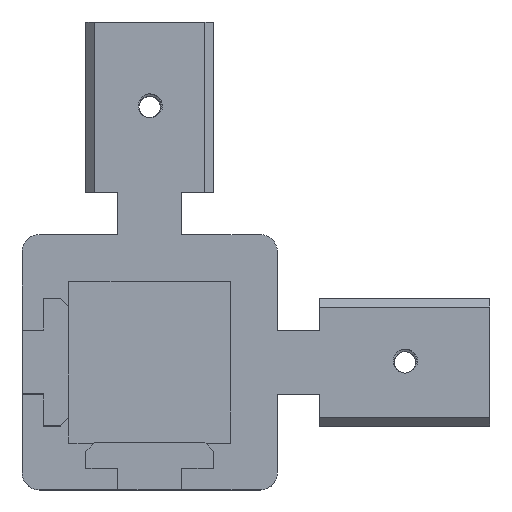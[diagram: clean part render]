
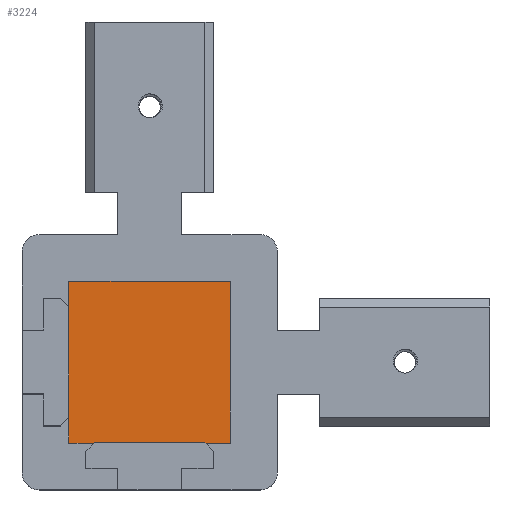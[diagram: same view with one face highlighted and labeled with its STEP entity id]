
A CAD part, top view. The second image highlights one B-rep face of the part: STEP entity #3224.
In plain terms, the highlighted planar face has unit normal (0, 0, 1).
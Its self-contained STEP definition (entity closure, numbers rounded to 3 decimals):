
#58=PLANE('',#3420);
#228=FACE_OUTER_BOUND('',#402,.T.);
#402=EDGE_LOOP('',(#2861,#2862,#2863,#2864));
#877=LINE('',#11412,#1137);
#879=LINE('',#11416,#1139);
#881=LINE('',#11420,#1141);
#886=LINE('',#11429,#1146);
#1137=VECTOR('',#3969,1000.);
#1139=VECTOR('',#3973,1000.);
#1141=VECTOR('',#3977,1000.);
#1146=VECTOR('',#3984,1000.);
#1485=VERTEX_POINT('',#11409);
#1486=VERTEX_POINT('',#11411);
#1487=VERTEX_POINT('',#11415);
#1488=VERTEX_POINT('',#11419);
#1957=EDGE_CURVE('',#1486,#1485,#877,.T.);
#1959=EDGE_CURVE('',#1487,#1486,#879,.T.);
#1961=EDGE_CURVE('',#1488,#1487,#881,.T.);
#1966=EDGE_CURVE('',#1485,#1488,#886,.T.);
#2861=ORIENTED_EDGE('',*,*,#1957,.T.);
#2862=ORIENTED_EDGE('',*,*,#1966,.T.);
#2863=ORIENTED_EDGE('',*,*,#1961,.T.);
#2864=ORIENTED_EDGE('',*,*,#1959,.T.);
#3224=ADVANCED_FACE('',(#228),#58,.T.);
#3420=AXIS2_PLACEMENT_3D('',#11433,#3987,#3988);
#3969=DIRECTION('',(0.,-1.,0.));
#3973=DIRECTION('',(-1.,0.,0.));
#3977=DIRECTION('',(0.,1.,0.));
#3984=DIRECTION('',(1.,0.,0.));
#3987=DIRECTION('center_axis',(0.,0.,1.));
#3988=DIRECTION('ref_axis',(1.,0.,0.));
#11409=CARTESIAN_POINT('',(-9.5,-9.5,4.5));
#11411=CARTESIAN_POINT('',(-9.5,9.5,4.5));
#11412=CARTESIAN_POINT('',(-9.5,9.5,4.5));
#11415=CARTESIAN_POINT('',(9.5,9.5,4.5));
#11416=CARTESIAN_POINT('',(-9.5,9.5,4.5));
#11419=CARTESIAN_POINT('',(9.5,-9.5,4.5));
#11420=CARTESIAN_POINT('',(9.5,9.5,4.5));
#11429=CARTESIAN_POINT('',(-9.5,-9.5,4.5));
#11433=CARTESIAN_POINT('Origin',(0.,0.,4.5));
